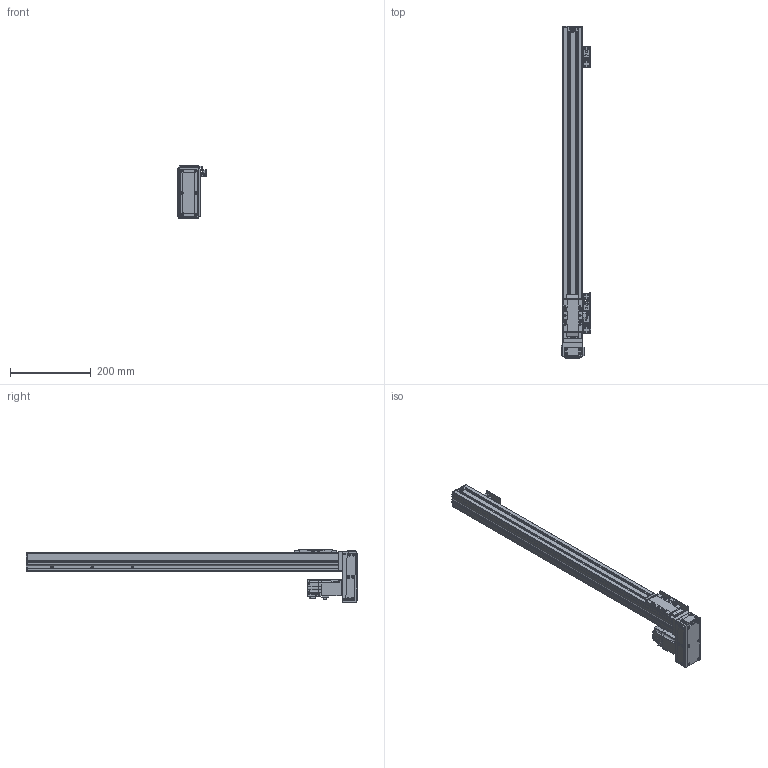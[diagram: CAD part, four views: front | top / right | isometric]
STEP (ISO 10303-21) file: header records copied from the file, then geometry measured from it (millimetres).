
FILE_DESCRIPTION(/* description */ (''),/* implementation_level */ '2;1');
FILE_NAME(/* name */ 'HC50-D10-N-0650-L10.stp',/* time_stamp */ '2024-11-29T10:52:01+09:00',/* author */ ('user'),/* organization */ (''),/* preprocessor_version */ 'ST-DEVELOPER v18.1',/* originating_system */ 'Autodesk Inventor 2022',/* authorisation */ '');
FILE_SCHEMA (('AUTOMOTIVE_DESIGN { 1 0 10303 214 3 1 1 }'));
Length unit declared in the file: millimetre
Products named in the file (27): HC50-D10-N-0200-L10; HC50 BASE-R1; HC50 REAR BLOCK; ISO 4762 - M3 x 30; HR45 FRONT BLOCK; 45- BEARING COVER; HC75,90 SHEET PLATE; HC45, HC65 STOPPER; MAGNET(∅10X3); ESF1210 NUT; HC45 TABLE; HC75 TABLE COVER; HC45 TABLE SIDE COVER; hg-kr13_; HR45 MOTOR PLATE 100W; HC50 D MOTOR PLATE; HC50 D BELT COVER; SENSOR DOG BRK; HC50 SENSOR DOG; SENSOR BRK(EE-SX674A); EE_SX674A; HC45 UPCOVER; HR45 ACRYL COVER(상하면); HR45 ACRYL COVER(정면); HR45 ACRYL COVER(측면); HC50SIDECOVER000; HC50 REAR COVER-R3
Assembly tree (38 placements, depth 2):
  HC50-D10-N-0200-L10
    HC50 BASE-R1
    HC50 REAR BLOCK
    ISO 4762 - M3 x 30  x2
    HR45 FRONT BLOCK
    45- BEARING COVER
    HC75,90 SHEET PLATE  x2
    HC45, HC65 STOPPER  x2
    MAGNET(∅10X3)  x3
    ESF1210 NUT
    HC50SIDECOVER000  x2
    HC45 TABLE SIDE COVER  x2
    HC45 TABLE
    HC75 TABLE COVER
    hg-kr13_
    HR45 MOTOR PLATE 100W
    HC50 D MOTOR PLATE
    HC50 D BELT COVER
    SENSOR BRK(EE-SX674A)  x3
    EE_SX674A  x3
    SENSOR DOG BRK
    HC50 SENSOR DOG
    HC45 UPCOVER
    HR45 ACRYL COVER(상하면)
    HR45 ACRYL COVER(측면)  x2
    HR45 ACRYL COVER(정면)
    HC50 REAR COVER-R3
Bounding box: 72 x 823 x 130 mm (x, y, z)
Volume: 843507 mm3; surface area: 585266.3 mm2
Topology: 40 solids, 40 shells, 1611 faces, 4309 edges, 2828 vertices
Faces by surface type: plane 870, cylinder 628, cone 100, bspline 9, torus 4
Full cylindrical faces by diameter (mm): 2.013 x4, 2.459 x99, 3 x2, 3.242 x32, 3.4 x34, 3.5 x44, 4 x8, 4.5 x16, 5 x16, 5.5 x2, 5.6 x2, 5.9 x2, 6 x21, 6.5 x2, 8 x1, 9 x2, 10 x4, 10.5 x1, 12 x1, 15 x3, 17 x1, 18 x1, 21 x2, 22 x4, 24 x1, 24.5 x1, 26 x1, 30 x2
Entity records: 42064 total; most frequent: CARTESIAN_POINT 8058, DIRECTION 6935, ORIENTED_EDGE 6642, EDGE_CURVE 3321, AXIS2_PLACEMENT_3D 2379, VERTEX_POINT 2205, LINE 2177, VECTOR 2177
